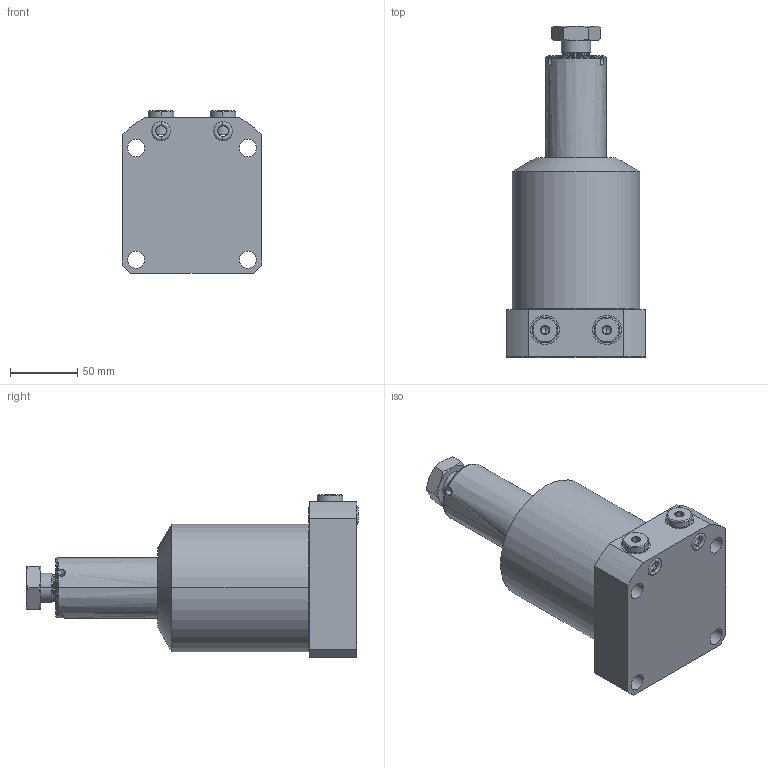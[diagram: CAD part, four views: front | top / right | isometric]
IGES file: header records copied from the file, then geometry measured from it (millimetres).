
Start section:  PTC IGES file: ilcml1418000s.igs
Global section: file name: ilcml1418000s.igs; native system: Creo Parametric by Parametric Technology Corporation; preprocessor: 2013320; author: maj; organization: Unknown; date: 20161010.155420; units: millimetre
Bounding box: 103 x 246.75 x 120.55 mm (x, y, z)
Surface area: 94339.8 mm2 (no closed solid volume)
Topology: 0 solids, 0 shells, 212 faces, 1374 edges, 1670 vertices
Faces by surface type: revolution 149, bspline 63
